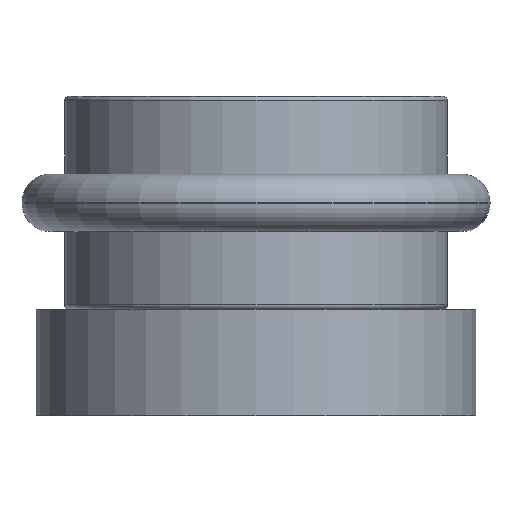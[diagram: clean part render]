
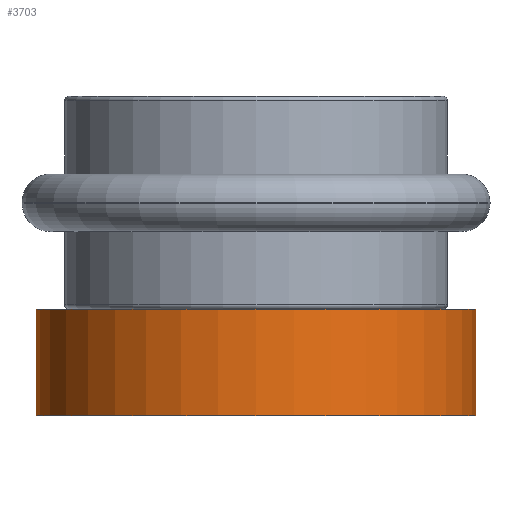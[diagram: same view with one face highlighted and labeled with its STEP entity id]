
A CAD part, front view. The second image highlights one B-rep face of the part: STEP entity #3703.
In plain terms, the highlighted cylindrical face has radius 10.327 mm (diameter 20.655 mm), a full revolution.
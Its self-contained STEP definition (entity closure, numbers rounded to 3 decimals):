
#3703 = ADVANCED_FACE('',(#3704),#3718,.T.);
#3704 = FACE_BOUND('',#3705,.F.);
#3705 = EDGE_LOOP('',(#3706,#3736,#3767,#3768));
#3706 = ORIENTED_EDGE('',*,*,#3707,.T.);
#3707 = EDGE_CURVE('',#3708,#3710,#3712,.T.);
#3708 = VERTEX_POINT('',#3709);
#3709 = CARTESIAN_POINT('',(10.327,0.,0.));
#3710 = VERTEX_POINT('',#3711);
#3711 = CARTESIAN_POINT('',(10.327,0.,5.));
#3712 = SEAM_CURVE('',#3713,(#3717,#3729),.PCURVE_S1.);
#3713 = LINE('',#3714,#3715);
#3714 = CARTESIAN_POINT('',(10.327,0.,0.));
#3715 = VECTOR('',#3716,1.);
#3716 = DIRECTION('',(0.,0.,1.));
#3717 = PCURVE('',#3718,#3723);
#3718 = CYLINDRICAL_SURFACE('',#3719,10.327);
#3719 = AXIS2_PLACEMENT_3D('',#3720,#3721,#3722);
#3720 = CARTESIAN_POINT('',(0.,0.,0.));
#3721 = DIRECTION('',(0.,0.,-1.));
#3722 = DIRECTION('',(1.,0.,0.));
#3723 = DEFINITIONAL_REPRESENTATION('',(#3724),#3728);
#3724 = LINE('',#3725,#3726);
#3725 = CARTESIAN_POINT('',(0.,0.));
#3726 = VECTOR('',#3727,1.);
#3727 = DIRECTION('',(0.,-1.));
#3728 = ( GEOMETRIC_REPRESENTATION_CONTEXT(2) 
PARAMETRIC_REPRESENTATION_CONTEXT() REPRESENTATION_CONTEXT('2D SPACE',''
  ) );
#3729 = PCURVE('',#3718,#3730);
#3730 = DEFINITIONAL_REPRESENTATION('',(#3731),#3735);
#3731 = LINE('',#3732,#3733);
#3732 = CARTESIAN_POINT('',(-6.283,0.));
#3733 = VECTOR('',#3734,1.);
#3734 = DIRECTION('',(0.,-1.));
#3735 = ( GEOMETRIC_REPRESENTATION_CONTEXT(2) 
PARAMETRIC_REPRESENTATION_CONTEXT() REPRESENTATION_CONTEXT('2D SPACE',''
  ) );
#3736 = ORIENTED_EDGE('',*,*,#3737,.T.);
#3737 = EDGE_CURVE('',#3710,#3710,#3738,.T.);
#3738 = SURFACE_CURVE('',#3739,(#3744,#3751),.PCURVE_S1.);
#3739 = CIRCLE('',#3740,10.327);
#3740 = AXIS2_PLACEMENT_3D('',#3741,#3742,#3743);
#3741 = CARTESIAN_POINT('',(0.,0.,5.));
#3742 = DIRECTION('',(0.,0.,1.));
#3743 = DIRECTION('',(1.,0.,0.));
#3744 = PCURVE('',#3718,#3745);
#3745 = DEFINITIONAL_REPRESENTATION('',(#3746),#3750);
#3746 = LINE('',#3747,#3748);
#3747 = CARTESIAN_POINT('',(0.,-5.));
#3748 = VECTOR('',#3749,1.);
#3749 = DIRECTION('',(-1.,0.));
#3750 = ( GEOMETRIC_REPRESENTATION_CONTEXT(2) 
PARAMETRIC_REPRESENTATION_CONTEXT() REPRESENTATION_CONTEXT('2D SPACE',''
  ) );
#3751 = PCURVE('',#3752,#3757);
#3752 = PLANE('',#3753);
#3753 = AXIS2_PLACEMENT_3D('',#3754,#3755,#3756);
#3754 = CARTESIAN_POINT('',(10.327,0.,5.));
#3755 = DIRECTION('',(0.,0.,-1.));
#3756 = DIRECTION('',(1.,0.,0.));
#3757 = DEFINITIONAL_REPRESENTATION('',(#3758),#3766);
#3758 = ( BOUNDED_CURVE() B_SPLINE_CURVE(2,(#3759,#3760,#3761,#3762,
#3763,#3764,#3765),.UNSPECIFIED.,.F.,.F.) B_SPLINE_CURVE_WITH_KNOTS((1,2
    ,2,2,2,1),(-2.094,0.,2.094,4.189,
6.283,8.378),.UNSPECIFIED.) CURVE() 
GEOMETRIC_REPRESENTATION_ITEM() RATIONAL_B_SPLINE_CURVE((1.,0.5,1.,0.5,
1.,0.5,1.)) REPRESENTATION_ITEM('') );
#3759 = CARTESIAN_POINT('',(0.,0.));
#3760 = CARTESIAN_POINT('',(0.,-17.887));
#3761 = CARTESIAN_POINT('',(-15.491,-8.944));
#3762 = CARTESIAN_POINT('',(-30.982,0.));
#3763 = CARTESIAN_POINT('',(-15.491,8.944));
#3764 = CARTESIAN_POINT('',(0.,17.887));
#3765 = CARTESIAN_POINT('',(0.,0.));
#3766 = ( GEOMETRIC_REPRESENTATION_CONTEXT(2) 
PARAMETRIC_REPRESENTATION_CONTEXT() REPRESENTATION_CONTEXT('2D SPACE',''
  ) );
#3767 = ORIENTED_EDGE('',*,*,#3707,.F.);
#3768 = ORIENTED_EDGE('',*,*,#3769,.F.);
#3769 = EDGE_CURVE('',#3708,#3708,#3770,.T.);
#3770 = SURFACE_CURVE('',#3771,(#3776,#3783),.PCURVE_S1.);
#3771 = CIRCLE('',#3772,10.327);
#3772 = AXIS2_PLACEMENT_3D('',#3773,#3774,#3775);
#3773 = CARTESIAN_POINT('',(0.,0.,0.));
#3774 = DIRECTION('',(0.,0.,1.));
#3775 = DIRECTION('',(1.,0.,0.));
#3776 = PCURVE('',#3718,#3777);
#3777 = DEFINITIONAL_REPRESENTATION('',(#3778),#3782);
#3778 = LINE('',#3779,#3780);
#3779 = CARTESIAN_POINT('',(0.,0.));
#3780 = VECTOR('',#3781,1.);
#3781 = DIRECTION('',(-1.,0.));
#3782 = ( GEOMETRIC_REPRESENTATION_CONTEXT(2) 
PARAMETRIC_REPRESENTATION_CONTEXT() REPRESENTATION_CONTEXT('2D SPACE',''
  ) );
#3783 = PCURVE('',#3784,#3789);
#3784 = PLANE('',#3785);
#3785 = AXIS2_PLACEMENT_3D('',#3786,#3787,#3788);
#3786 = CARTESIAN_POINT('',(10.327,0.,0.));
#3787 = DIRECTION('',(0.,0.,-1.));
#3788 = DIRECTION('',(1.,0.,0.));
#3789 = DEFINITIONAL_REPRESENTATION('',(#3790),#3798);
#3790 = ( BOUNDED_CURVE() B_SPLINE_CURVE(2,(#3791,#3792,#3793,#3794,
#3795,#3796,#3797),.UNSPECIFIED.,.F.,.F.) B_SPLINE_CURVE_WITH_KNOTS((1,2
    ,2,2,2,1),(-2.094,0.,2.094,4.189,
6.283,8.378),.UNSPECIFIED.) CURVE() 
GEOMETRIC_REPRESENTATION_ITEM() RATIONAL_B_SPLINE_CURVE((1.,0.5,1.,0.5,
1.,0.5,1.)) REPRESENTATION_ITEM('') );
#3791 = CARTESIAN_POINT('',(0.,0.));
#3792 = CARTESIAN_POINT('',(0.,-17.887));
#3793 = CARTESIAN_POINT('',(-15.491,-8.944));
#3794 = CARTESIAN_POINT('',(-30.982,0.));
#3795 = CARTESIAN_POINT('',(-15.491,8.944));
#3796 = CARTESIAN_POINT('',(0.,17.887));
#3797 = CARTESIAN_POINT('',(0.,0.));
#3798 = ( GEOMETRIC_REPRESENTATION_CONTEXT(2) 
PARAMETRIC_REPRESENTATION_CONTEXT() REPRESENTATION_CONTEXT('2D SPACE',''
  ) );
